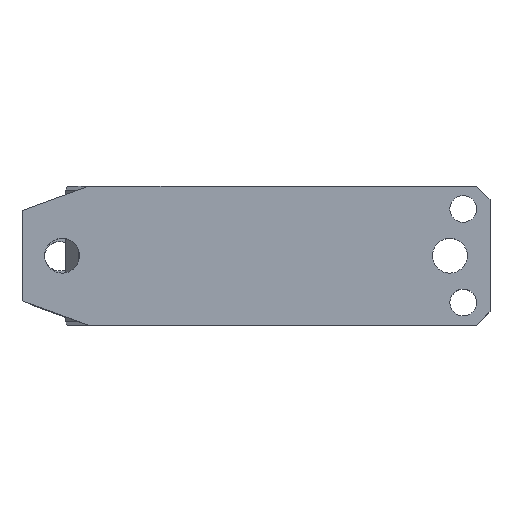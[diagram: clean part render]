
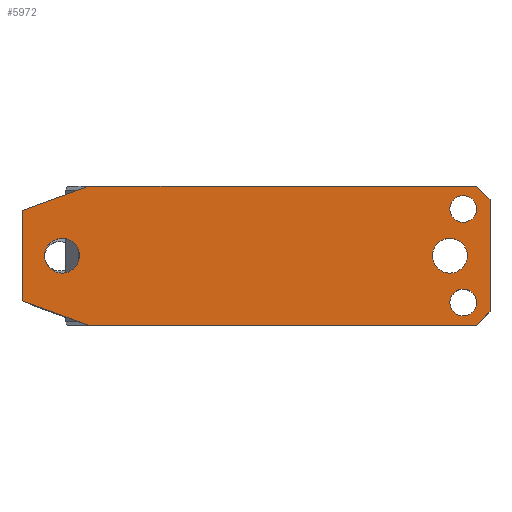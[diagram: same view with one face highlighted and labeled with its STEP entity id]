
A CAD part, top view. The second image highlights one B-rep face of the part: STEP entity #5972.
In plain terms, the highlighted planar face has unit normal (0, 0, 1).
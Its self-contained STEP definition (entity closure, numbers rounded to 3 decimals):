
#3720=CARTESIAN_POINT('Vertex',(25.86,21.,71.93)) ;
#3723=CARTESIAN_POINT('Line Origine',(25.86,0.,71.93)) ;
#3727=CARTESIAN_POINT('Vertex',(25.86,-21.,71.93)) ;
#3747=CARTESIAN_POINT('Line Origine',(23.36,-23.5,71.93)) ;
#3751=CARTESIAN_POINT('Vertex',(20.86,-26.,71.93)) ;
#3778=CARTESIAN_POINT('Line Origine',(23.36,23.5,71.93)) ;
#3782=CARTESIAN_POINT('Vertex',(20.86,26.,71.93)) ;
#4016=CARTESIAN_POINT('Vertex',(-124.14,-26.,71.93)) ;
#4129=CARTESIAN_POINT('Line Origine',(-51.64,-26.,71.93)) ;
#4169=CARTESIAN_POINT('Line Origine',(-136.64,-21.45,71.93)) ;
#4173=CARTESIAN_POINT('Vertex',(-149.14,-16.901,71.93)) ;
#4209=CARTESIAN_POINT('Line Origine',(-149.14,0.,71.93)) ;
#4213=CARTESIAN_POINT('Vertex',(-149.14,16.901,71.93)) ;
#4240=CARTESIAN_POINT('Line Origine',(-136.64,21.45,71.93)) ;
#4244=CARTESIAN_POINT('Vertex',(-124.14,26.,71.93)) ;
#4350=CARTESIAN_POINT('Line Origine',(-51.64,26.,71.93)) ;
#4443=CARTESIAN_POINT('Vertex',(10.86,17.5,71.93)) ;
#4446=CARTESIAN_POINT('Axis2P3D Location',(15.86,17.5,71.93)) ;
#4450=CARTESIAN_POINT('Vertex',(20.86,17.5,71.93)) ;
#4475=CARTESIAN_POINT('Axis2P3D Location',(15.86,17.5,71.93)) ;
#4505=CARTESIAN_POINT('Vertex',(10.86,-17.5,71.93)) ;
#4508=CARTESIAN_POINT('Axis2P3D Location',(15.86,-17.5,71.93)) ;
#4512=CARTESIAN_POINT('Vertex',(20.86,-17.5,71.93)) ;
#4537=CARTESIAN_POINT('Axis2P3D Location',(15.86,-17.5,71.93)) ;
#5775=CARTESIAN_POINT('Vertex',(-140.64,0.,71.93)) ;
#5778=CARTESIAN_POINT('Axis2P3D Location',(-134.14,0.,71.93)) ;
#5782=CARTESIAN_POINT('Vertex',(-127.64,0.,71.93)) ;
#5802=CARTESIAN_POINT('Axis2P3D Location',(-134.14,0.,71.93)) ;
#5832=CARTESIAN_POINT('Vertex',(4.36,0.,71.93)) ;
#5835=CARTESIAN_POINT('Axis2P3D Location',(10.86,0.,71.93)) ;
#5839=CARTESIAN_POINT('Vertex',(17.36,0.,71.93)) ;
#5859=CARTESIAN_POINT('Axis2P3D Location',(10.86,0.,71.93)) ;
#5941=CARTESIAN_POINT('Axis2P3D Location',(-149.14,26.,71.93)) ;
#3724=DIRECTION('Vector Direction',(0.,-1.,0.)) ;
#3748=DIRECTION('Vector Direction',(0.707,0.707,0.)) ;
#3779=DIRECTION('Vector Direction',(-0.707,0.707,0.)) ;
#4130=DIRECTION('Vector Direction',(1.,0.,0.)) ;
#4170=DIRECTION('Vector Direction',(0.94,-0.342,0.)) ;
#4210=DIRECTION('Vector Direction',(0.,-1.,0.)) ;
#4241=DIRECTION('Vector Direction',(0.94,0.342,0.)) ;
#4351=DIRECTION('Vector Direction',(1.,0.,0.)) ;
#4447=DIRECTION('Axis2P3D Direction',(-0.,0.,1.)) ;
#4476=DIRECTION('Axis2P3D Direction',(-0.,0.,1.)) ;
#4509=DIRECTION('Axis2P3D Direction',(-0.,0.,1.)) ;
#4538=DIRECTION('Axis2P3D Direction',(-0.,0.,1.)) ;
#5779=DIRECTION('Axis2P3D Direction',(0.,-0.,1.)) ;
#5803=DIRECTION('Axis2P3D Direction',(0.,-0.,1.)) ;
#5836=DIRECTION('Axis2P3D Direction',(0.,-0.,1.)) ;
#5860=DIRECTION('Axis2P3D Direction',(0.,-0.,1.)) ;
#5942=DIRECTION('Axis2P3D Direction',(0.,0.,-1.)) ;
#5943=DIRECTION('Axis2P3D XDirection',(-1.,0.,0.)) ;
#4448=AXIS2_PLACEMENT_3D('Circle Axis2P3D',#4446,#4447,$) ;
#4477=AXIS2_PLACEMENT_3D('Circle Axis2P3D',#4475,#4476,$) ;
#4510=AXIS2_PLACEMENT_3D('Circle Axis2P3D',#4508,#4509,$) ;
#4539=AXIS2_PLACEMENT_3D('Circle Axis2P3D',#4537,#4538,$) ;
#5780=AXIS2_PLACEMENT_3D('Circle Axis2P3D',#5778,#5779,$) ;
#5804=AXIS2_PLACEMENT_3D('Circle Axis2P3D',#5802,#5803,$) ;
#5837=AXIS2_PLACEMENT_3D('Circle Axis2P3D',#5835,#5836,$) ;
#5861=AXIS2_PLACEMENT_3D('Circle Axis2P3D',#5859,#5860,$) ;
#5944=AXIS2_PLACEMENT_3D('Plane Axis2P3D',#5941,#5942,#5943) ;
#5947=ORIENTED_EDGE('',*,*,#3729,.F.) ;
#5948=ORIENTED_EDGE('',*,*,#3784,.T.) ;
#5949=ORIENTED_EDGE('',*,*,#4354,.T.) ;
#5950=ORIENTED_EDGE('',*,*,#4246,.F.) ;
#5951=ORIENTED_EDGE('',*,*,#4215,.T.) ;
#5952=ORIENTED_EDGE('',*,*,#4175,.T.) ;
#5953=ORIENTED_EDGE('',*,*,#4133,.F.) ;
#5954=ORIENTED_EDGE('',*,*,#3753,.T.) ;
#5957=ORIENTED_EDGE('',*,*,#5806,.F.) ;
#5958=ORIENTED_EDGE('',*,*,#5784,.F.) ;
#5961=ORIENTED_EDGE('',*,*,#4479,.F.) ;
#5962=ORIENTED_EDGE('',*,*,#4452,.F.) ;
#5965=ORIENTED_EDGE('',*,*,#4541,.F.) ;
#5966=ORIENTED_EDGE('',*,*,#4514,.F.) ;
#5969=ORIENTED_EDGE('',*,*,#5841,.F.) ;
#5970=ORIENTED_EDGE('',*,*,#5863,.F.) ;
#5959=FACE_BOUND('',#5956,.T.) ;
#5963=FACE_BOUND('',#5960,.T.) ;
#5967=FACE_BOUND('',#5964,.T.) ;
#5971=FACE_BOUND('',#5968,.T.) ;
#3725=VECTOR('Line Direction',#3724,1.) ;
#3749=VECTOR('Line Direction',#3748,1.) ;
#3780=VECTOR('Line Direction',#3779,1.) ;
#4131=VECTOR('Line Direction',#4130,1.) ;
#4171=VECTOR('Line Direction',#4170,1.) ;
#4211=VECTOR('Line Direction',#4210,1.) ;
#4242=VECTOR('Line Direction',#4241,1.) ;
#4352=VECTOR('Line Direction',#4351,1.) ;
#5972=ADVANCED_FACE('CAM HOLDER',(#5955,#5959,#5963,#5967,#5971),#5945,.F.) ;
#4449=CIRCLE('generated circle',#4448,5.) ;
#4478=CIRCLE('generated circle',#4477,5.) ;
#4511=CIRCLE('generated circle',#4510,5.) ;
#4540=CIRCLE('generated circle',#4539,5.) ;
#5781=CIRCLE('generated circle',#5780,6.5) ;
#5805=CIRCLE('generated circle',#5804,6.5) ;
#5838=CIRCLE('generated circle',#5837,6.5) ;
#5862=CIRCLE('generated circle',#5861,6.5) ;
#3729=EDGE_CURVE('',#3721,#3728,#3726,.T.) ;
#3753=EDGE_CURVE('',#3752,#3728,#3750,.T.) ;
#3784=EDGE_CURVE('',#3721,#3783,#3781,.T.) ;
#4133=EDGE_CURVE('',#3752,#4017,#4132,.F.) ;
#4175=EDGE_CURVE('',#4174,#4017,#4172,.T.) ;
#4215=EDGE_CURVE('',#4214,#4174,#4212,.T.) ;
#4246=EDGE_CURVE('',#4214,#4245,#4243,.T.) ;
#4354=EDGE_CURVE('',#3783,#4245,#4353,.F.) ;
#4452=EDGE_CURVE('',#4444,#4451,#4449,.T.) ;
#4479=EDGE_CURVE('',#4451,#4444,#4478,.T.) ;
#4514=EDGE_CURVE('',#4506,#4513,#4511,.T.) ;
#4541=EDGE_CURVE('',#4513,#4506,#4540,.T.) ;
#5784=EDGE_CURVE('',#5776,#5783,#5781,.T.) ;
#5806=EDGE_CURVE('',#5783,#5776,#5805,.T.) ;
#5841=EDGE_CURVE('',#5833,#5840,#5838,.T.) ;
#5863=EDGE_CURVE('',#5840,#5833,#5862,.T.) ;
#5946=EDGE_LOOP('',(#5947,#5948,#5949,#5950,#5951,#5952,#5953,#5954)) ;
#5956=EDGE_LOOP('',(#5957,#5958)) ;
#5960=EDGE_LOOP('',(#5961,#5962)) ;
#5964=EDGE_LOOP('',(#5965,#5966)) ;
#5968=EDGE_LOOP('',(#5969,#5970)) ;
#5955=FACE_OUTER_BOUND('',#5946,.T.) ;
#3726=LINE('Line',#3723,#3725) ;
#3750=LINE('Line',#3747,#3749) ;
#3781=LINE('Line',#3778,#3780) ;
#4132=LINE('Line',#4129,#4131) ;
#4172=LINE('Line',#4169,#4171) ;
#4212=LINE('Line',#4209,#4211) ;
#4243=LINE('Line',#4240,#4242) ;
#4353=LINE('Line',#4350,#4352) ;
#5945=PLANE('Plane',#5944) ;
#3721=VERTEX_POINT('',#3720) ;
#3728=VERTEX_POINT('',#3727) ;
#3752=VERTEX_POINT('',#3751) ;
#3783=VERTEX_POINT('',#3782) ;
#4017=VERTEX_POINT('',#4016) ;
#4174=VERTEX_POINT('',#4173) ;
#4214=VERTEX_POINT('',#4213) ;
#4245=VERTEX_POINT('',#4244) ;
#4444=VERTEX_POINT('',#4443) ;
#4451=VERTEX_POINT('',#4450) ;
#4506=VERTEX_POINT('',#4505) ;
#4513=VERTEX_POINT('',#4512) ;
#5776=VERTEX_POINT('',#5775) ;
#5783=VERTEX_POINT('',#5782) ;
#5833=VERTEX_POINT('',#5832) ;
#5840=VERTEX_POINT('',#5839) ;
